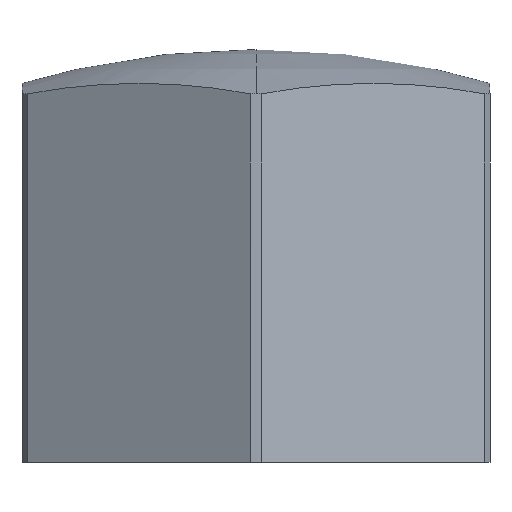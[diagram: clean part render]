
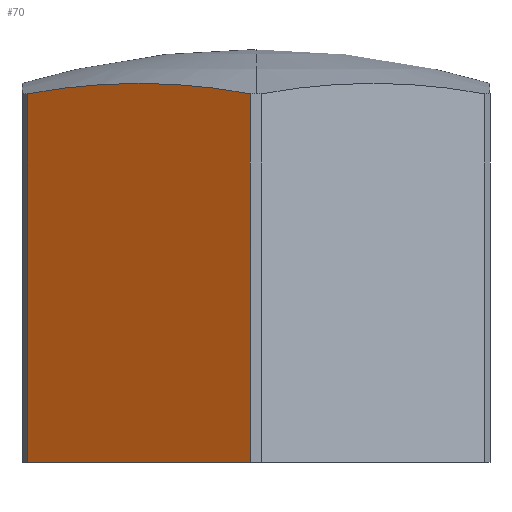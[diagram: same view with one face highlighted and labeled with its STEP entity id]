
A CAD part, front view. The second image highlights one B-rep face of the part: STEP entity #70.
In plain terms, the highlighted planar face has unit normal (-0.5, -0.866, 0).
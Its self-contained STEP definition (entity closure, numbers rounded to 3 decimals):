
#70=ADVANCED_FACE('',(#142),#143,.T.);
#142=FACE_OUTER_BOUND('',#214,.T.);
#143=PLANE('',#215);
#214=EDGE_LOOP('',(#348,#349,#350,#351));
#215=AXIS2_PLACEMENT_3D('',#352,#353,#354);
#348=ORIENTED_EDGE('',*,*,#479,.F.);
#349=ORIENTED_EDGE('',*,*,#494,.T.);
#350=ORIENTED_EDGE('',*,*,#472,.F.);
#351=ORIENTED_EDGE('',*,*,#444,.T.);
#352=CARTESIAN_POINT('',(0.,-9.815,0.));
#353=DIRECTION('',(-0.5,-0.866,0.));
#354=DIRECTION('',(0.,0.,-1.0));
#444=EDGE_CURVE('',#528,#526,#529,.T.);
#472=EDGE_CURVE('',#528,#574,#575,.T.);
#479=EDGE_CURVE('',#584,#526,#586,.T.);
#494=EDGE_CURVE('',#584,#574,#606,.T.);
#526=VERTEX_POINT('',#638);
#528=VERTEX_POINT('',#640);
#529=CIRCLE('',#641,28.771);
#574=VERTEX_POINT('',#696);
#575=LINE('',#697,#698);
#584=VERTEX_POINT('',#709);
#586=LINE('',#711,#712);
#606=LINE('',#738,#739);
#638=CARTESIAN_POINT('',(-8.297,-5.025,13.389));
#640=CARTESIAN_POINT('',(-0.203,-9.698,13.389));
#641=AXIS2_PLACEMENT_3D('',#781,#782,#783);
#696=CARTESIAN_POINT('',(-0.203,-9.698,0.0));
#697=CARTESIAN_POINT('',(-0.203,-9.698,6.885));
#698=VECTOR('',#827,1.0);
#709=CARTESIAN_POINT('',(-8.297,-5.025,0.0));
#711=CARTESIAN_POINT('',(-8.297,-5.025,6.885));
#712=VECTOR('',#839,1.0);
#738=CARTESIAN_POINT('',(-8.5,-4.907,0.));
#739=VECTOR('',#855,10.0);
#781=CARTESIAN_POINT('',(-4.25,-7.361,-15.));
#782=DIRECTION('',(-0.5,-0.866,0.));
#783=DIRECTION('',(0.,0.,1.0));
#827=DIRECTION('',(-0.0,-0.0,-1.0));
#839=DIRECTION('',(0.0,0.0,1.0));
#855=DIRECTION('',(0.866,-0.5,0.));
